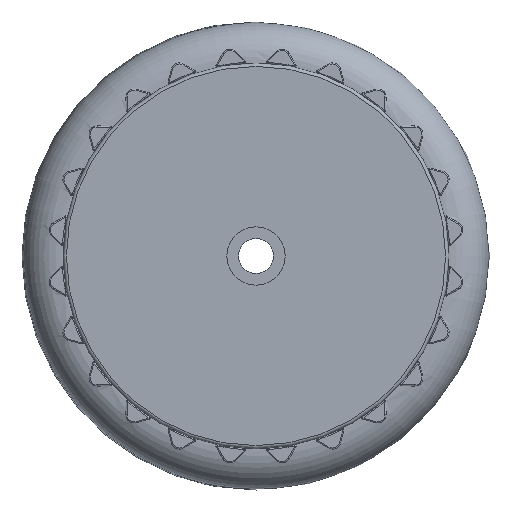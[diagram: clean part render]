
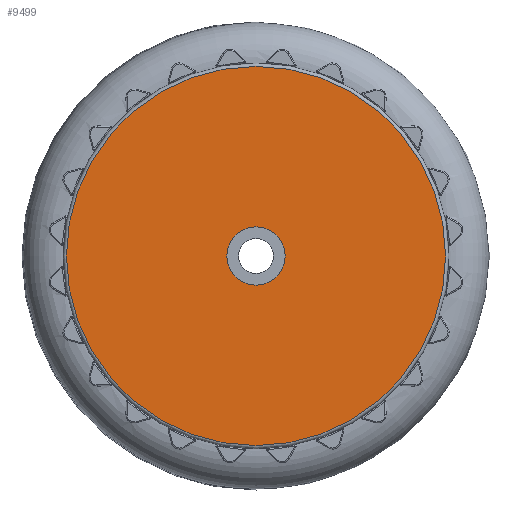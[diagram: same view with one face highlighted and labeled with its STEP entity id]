
A CAD part, front view. The second image highlights one B-rep face of the part: STEP entity #9499.
In plain terms, the highlighted planar face has unit normal (0, -1, 0).
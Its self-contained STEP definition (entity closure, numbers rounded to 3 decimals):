
#466=FACE_BOUND('',#1345,.T.);
#528=PLANE('',#10176);
#691=FACE_OUTER_BOUND('',#1344,.T.);
#1344=EDGE_LOOP('',(#6260));
#1345=EDGE_LOOP('',(#6261));
#3049=CIRCLE('',#10151,3.6);
#3055=CIRCLE('',#10169,23.413);
#3795=VERTEX_POINT('',#14568);
#3813=VERTEX_POINT('',#14625);
#4699=EDGE_CURVE('',#3795,#3795,#3049,.T.);
#4726=EDGE_CURVE('',#3813,#3813,#3055,.T.);
#6260=ORIENTED_EDGE('',*,*,#4726,.F.);
#6261=ORIENTED_EDGE('',*,*,#4699,.T.);
#9499=ADVANCED_FACE('',(#691,#466),#528,.T.);
#10151=AXIS2_PLACEMENT_3D('',#14569,#11457,#11458);
#10169=AXIS2_PLACEMENT_3D('',#14626,#11514,#11515);
#10176=AXIS2_PLACEMENT_3D('',#14638,#11529,#11530);
#11457=DIRECTION('center_axis',(0.,1.,0.));
#11458=DIRECTION('ref_axis',(1.,0.,0.));
#11514=DIRECTION('center_axis',(0.,1.,0.));
#11515=DIRECTION('ref_axis',(1.,0.,0.));
#11529=DIRECTION('center_axis',(0.,-1.,0.));
#11530=DIRECTION('ref_axis',(0.,0.,-1.));
#14568=CARTESIAN_POINT('',(-8.938,-12.072,0.));
#14569=CARTESIAN_POINT('Origin',(-5.338,-12.072,0.));
#14625=CARTESIAN_POINT('',(-5.338,-12.072,23.413));
#14626=CARTESIAN_POINT('Origin',(-5.338,-12.072,0.));
#14638=CARTESIAN_POINT('Origin',(17.204,-12.072,0.));
